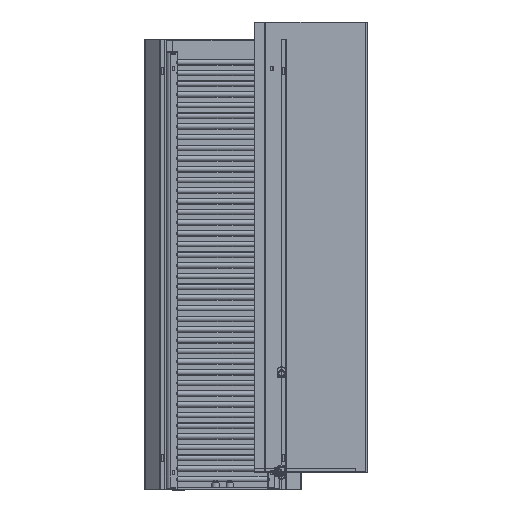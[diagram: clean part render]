
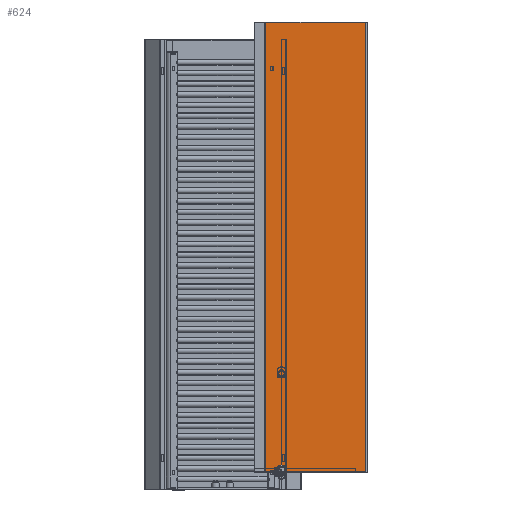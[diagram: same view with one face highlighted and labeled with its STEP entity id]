
A CAD part, front view. The second image highlights one B-rep face of the part: STEP entity #624.
In plain terms, the highlighted planar face has unit normal (0, -1, 0).
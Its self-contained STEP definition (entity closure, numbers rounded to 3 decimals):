
#624 = ADVANCED_FACE( '', ( #1500 ), #1501, .T. );
#1500 = FACE_OUTER_BOUND( '', #2632, .T. );
#1501 = PLANE( '', #2633 );
#2632 = EDGE_LOOP( '', ( #4325, #4326, #4327, #4328 ) );
#2633 = AXIS2_PLACEMENT_3D( '', #4329, #4330, #4331 );
#4325 = ORIENTED_EDGE( '', *, *, #5119, .T. );
#4326 = ORIENTED_EDGE( '', *, *, #5533, .T. );
#4327 = ORIENTED_EDGE( '', *, *, #5535, .T. );
#4328 = ORIENTED_EDGE( '', *, *, #5536, .T. );
#4329 = CARTESIAN_POINT( '', ( -60., -4., 0. ) );
#4330 = DIRECTION( '', ( 0., -1., 0. ) );
#4331 = DIRECTION( '', ( 0., 0., -1. ) );
#5119 = EDGE_CURVE( '', #5918, #5922, #5924, .T. );
#5533 = EDGE_CURVE( '', #5922, #6574, #6576, .T. );
#5535 = EDGE_CURVE( '', #6574, #6578, #6579, .T. );
#5536 = EDGE_CURVE( '', #6578, #5918, #6580, .T. );
#5918 = VERTEX_POINT( '', #7124 );
#5922 = VERTEX_POINT( '', #7130 );
#5924 = LINE( '', #7133, #7134 );
#6574 = VERTEX_POINT( '', #8182 );
#6576 = LINE( '', #8185, #8186 );
#6578 = VERTEX_POINT( '', #8188 );
#6579 = LINE( '', #8189, #8190 );
#6580 = LINE( '', #8191, #8192 );
#7124 = CARTESIAN_POINT( '', ( -58.5, -4., 1598.5 ) );
#7130 = CARTESIAN_POINT( '', ( -58.5, -4., 1.5 ) );
#7133 = CARTESIAN_POINT( '', ( -58.5, -4., 0. ) );
#7134 = VECTOR( '', #8555, 1000. );
#8182 = CARTESIAN_POINT( '', ( 297.5, -4., 1.5 ) );
#8185 = CARTESIAN_POINT( '', ( 299., -4., 1.5 ) );
#8186 = VECTOR( '', #9169, 1000. );
#8188 = CARTESIAN_POINT( '', ( 297.5, -4., 1598.5 ) );
#8189 = CARTESIAN_POINT( '', ( 297.5, -4., 1600. ) );
#8190 = VECTOR( '', #9170, 1000. );
#8191 = CARTESIAN_POINT( '', ( -60., -4., 1598.5 ) );
#8192 = VECTOR( '', #9171, 1000. );
#8555 = DIRECTION( '', ( 0., 0., -1. ) );
#9169 = DIRECTION( '', ( 1., 0., 0. ) );
#9170 = DIRECTION( '', ( 0., 0., 1. ) );
#9171 = DIRECTION( '', ( -1., 0., 0. ) );
